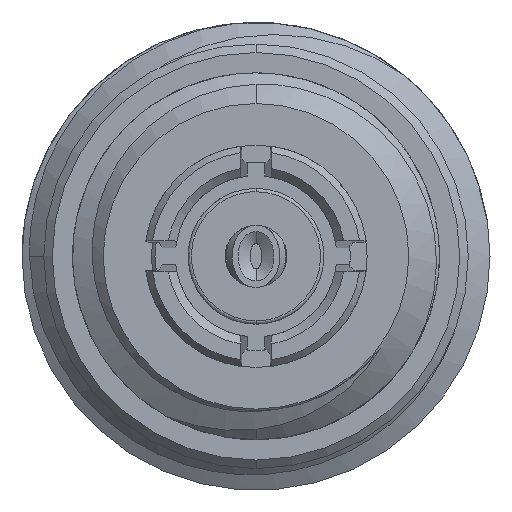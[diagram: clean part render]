
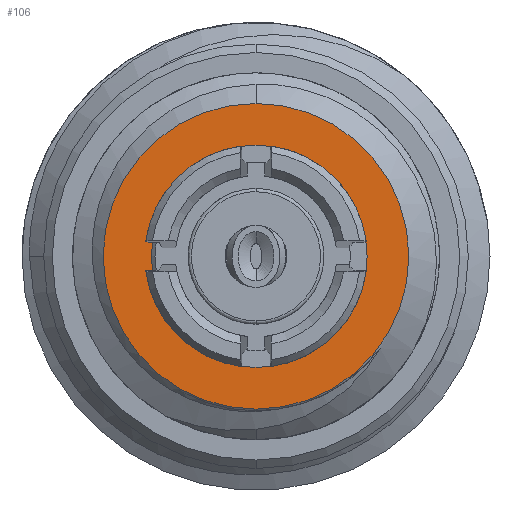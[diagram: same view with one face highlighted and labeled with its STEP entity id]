
A CAD part, left-side view. The second image highlights one B-rep face of the part: STEP entity #106.
In plain terms, the highlighted planar face has unit normal (-1, 0, 0).
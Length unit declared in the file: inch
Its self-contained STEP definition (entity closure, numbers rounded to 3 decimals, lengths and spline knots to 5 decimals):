
#59 = CARTESIAN_POINT ( 'NONE',  ( 0.11449, 0., 0. ) ) ;
#106 = ADVANCED_FACE ( 'NONE', ( #3509, #5446 ), #460, .F. ) ;
#128 = DIRECTION ( 'NONE',  ( 0., 0., -1. ) ) ;
#146 = EDGE_CURVE ( 'NONE', #8057, #5505, #7785, .T. ) ;
#187 = DIRECTION ( 'NONE',  ( 0., 0., -1. ) ) ;
#235 = EDGE_CURVE ( 'NONE', #5991, #6744, #747, .T. ) ;
#290 = ORIENTED_EDGE ( 'NONE', *, *, #5674, .F. ) ;
#452 = CIRCLE ( 'NONE', #7327, 0.09 ) ;
#460 = PLANE ( 'NONE',  #1658 ) ;
#747 = LINE ( 'NONE', #3417, #3054 ) ;
#984 = AXIS2_PLACEMENT_3D ( 'NONE', #7823, #8524, #187 ) ;
#1141 = DIRECTION ( 'NONE',  ( -1., 0., 0. ) ) ;
#1348 = ORIENTED_EDGE ( 'NONE', *, *, #5773, .T. ) ;
#1633 = CARTESIAN_POINT ( 'NONE',  ( 0.11449, 0., -0.06163 ) ) ;
#1658 = AXIS2_PLACEMENT_3D ( 'NONE', #4585, #7489, #5260 ) ;
#1832 = DIRECTION ( 'NONE',  ( 0., 0.517, 0.856 ) ) ;
#1844 = CARTESIAN_POINT ( 'NONE',  ( 0.11449, -0.04758, -0.03918 ) ) ;
#1924 = EDGE_CURVE ( 'NONE', #5991, #7513, #7091, .T. ) ;
#1967 = AXIS2_PLACEMENT_3D ( 'NONE', #3216, #3927, #3124 ) ;
#2532 = CARTESIAN_POINT ( 'NONE',  ( 0.11449, 0., 0. ) ) ;
#2572 = EDGE_LOOP ( 'NONE', ( #7731, #3454, #290, #3174, #6426, #8392 ) ) ;
#2756 = ORIENTED_EDGE ( 'NONE', *, *, #8225, .T. ) ;
#3054 = VECTOR ( 'NONE', #8237, 39.37008 ) ;
#3124 = DIRECTION ( 'NONE',  ( 0., 0., -1. ) ) ;
#3174 = ORIENTED_EDGE ( 'NONE', *, *, #5380, .T. ) ;
#3213 = AXIS2_PLACEMENT_3D ( 'NONE', #59, #4969, #5658 ) ;
#3216 = CARTESIAN_POINT ( 'NONE',  ( 0.11449, 0., 0. ) ) ;
#3268 = DIRECTION ( 'NONE',  ( 0., 0., -1. ) ) ;
#3416 = VERTEX_POINT ( 'NONE', #6721 ) ;
#3417 = CARTESIAN_POINT ( 'NONE',  ( 0.11449, 0.06436, 0.053 ) ) ;
#3454 = ORIENTED_EDGE ( 'NONE', *, *, #1924, .T. ) ;
#3460 = CARTESIAN_POINT ( 'NONE',  ( 0.11449, -0.04282, -0.03526 ) ) ;
#3509 = FACE_BOUND ( 'NONE', #2572, .T. ) ;
#3648 = CARTESIAN_POINT ( 'NONE',  ( 0.11449, 0., 0. ) ) ;
#3927 = DIRECTION ( 'NONE',  ( -1., 0., 0. ) ) ;
#4369 = DIRECTION ( 'NONE',  ( 1., 0., 0. ) ) ;
#4585 = CARTESIAN_POINT ( 'NONE',  ( 0.11449, 0.108, 0. ) ) ;
#4969 = DIRECTION ( 'NONE',  ( 1., 0., 0. ) ) ;
#5218 = EDGE_LOOP ( 'NONE', ( #1348, #2756 ) ) ;
#5260 = DIRECTION ( 'NONE',  ( 0., 0., -1. ) ) ;
#5380 = EDGE_CURVE ( 'NONE', #8394, #8057, #8064, .T. ) ;
#5400 = CARTESIAN_POINT ( 'NONE',  ( 0.11449, -0.02868, -0.04747 ) ) ;
#5402 = AXIS2_PLACEMENT_3D ( 'NONE', #6778, #6704, #3268 ) ;
#5446 = FACE_OUTER_BOUND ( 'NONE', #5218, .T. ) ;
#5505 = VERTEX_POINT ( 'NONE', #7645 ) ;
#5658 = DIRECTION ( 'NONE',  ( 0., 0., -1. ) ) ;
#5674 = EDGE_CURVE ( 'NONE', #8394, #7513, #8926, .T. ) ;
#5723 = CARTESIAN_POINT ( 'NONE',  ( 0.11449, 0., 0.09 ) ) ;
#5773 = EDGE_CURVE ( 'NONE', #3416, #8001, #6959, .T. ) ;
#5949 = CARTESIAN_POINT ( 'NONE',  ( 0.11449, 0.02888, 0.0478 ) ) ;
#5968 = DIRECTION ( 'NONE',  ( 0., 0., -1. ) ) ;
#5991 = VERTEX_POINT ( 'NONE', #3460 ) ;
#6167 = CIRCLE ( 'NONE', #3213, 0.06163 ) ;
#6269 = EDGE_CURVE ( 'NONE', #5505, #6744, #6167, .T. ) ;
#6426 = ORIENTED_EDGE ( 'NONE', *, *, #146, .T. ) ;
#6704 = DIRECTION ( 'NONE',  ( 1., 0., 0. ) ) ;
#6721 = CARTESIAN_POINT ( 'NONE',  ( 0.11449, 0., -0.09 ) ) ;
#6744 = VERTEX_POINT ( 'NONE', #1844 ) ;
#6778 = CARTESIAN_POINT ( 'NONE',  ( 0.11449, 0., 0. ) ) ;
#6844 = CARTESIAN_POINT ( 'NONE',  ( 0.11449, -0.03187, -0.05276 ) ) ;
#6959 = CIRCLE ( 'NONE', #1967, 0.09 ) ;
#7091 = CIRCLE ( 'NONE', #8320, 0.05546 ) ;
#7327 = AXIS2_PLACEMENT_3D ( 'NONE', #2532, #1141, #5968 ) ;
#7489 = DIRECTION ( 'NONE',  ( 1., 0., 0. ) ) ;
#7513 = VERTEX_POINT ( 'NONE', #5400 ) ;
#7645 = CARTESIAN_POINT ( 'NONE',  ( 0.11449, 0., 0.06163 ) ) ;
#7731 = ORIENTED_EDGE ( 'NONE', *, *, #235, .F. ) ;
#7785 = CIRCLE ( 'NONE', #5402, 0.06163 ) ;
#7823 = CARTESIAN_POINT ( 'NONE',  ( 0.11449, 0., 0. ) ) ;
#8001 = VERTEX_POINT ( 'NONE', #5723 ) ;
#8057 = VERTEX_POINT ( 'NONE', #1633 ) ;
#8064 = CIRCLE ( 'NONE', #984, 0.06163 ) ;
#8225 = EDGE_CURVE ( 'NONE', #8001, #3416, #452, .T. ) ;
#8237 = DIRECTION ( 'NONE',  ( 0., -0.772, -0.636 ) ) ;
#8320 = AXIS2_PLACEMENT_3D ( 'NONE', #3648, #4369, #128 ) ;
#8392 = ORIENTED_EDGE ( 'NONE', *, *, #6269, .T. ) ;
#8394 = VERTEX_POINT ( 'NONE', #6844 ) ;
#8401 = VECTOR ( 'NONE', #1832, 39.37008 ) ;
#8524 = DIRECTION ( 'NONE',  ( 1., 0., 0. ) ) ;
#8926 = LINE ( 'NONE', #5949, #8401 ) ;
